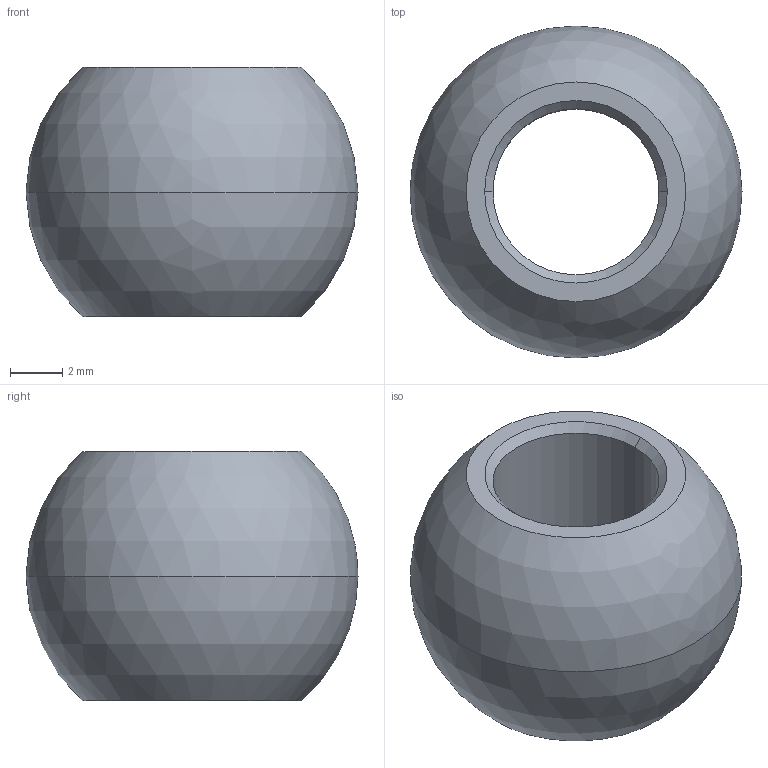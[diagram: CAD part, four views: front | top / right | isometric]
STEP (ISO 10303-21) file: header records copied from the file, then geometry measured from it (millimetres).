
FILE_DESCRIPTION (( 'STEP AP203' ), '1' );
FILE_NAME ('60645K121_Ball Joint Rod End - Copy_60645K121_sldprt.STEP', '2023-01-20T01:33:10', ( '' ), ( '' ), 'SwSTEP 2.0', 'SolidWorks 2022', '' );
FILE_SCHEMA (( 'CONFIG_CONTROL_DESIGN' ));
Length unit declared in the file: inch
Products named in the file (1): 60645K121_Ball Joint Rod End - Copy_60645K121_sldprt
Bounding box: 12.7 x 12.7 x 9.53 mm (x, y, z)
Volume: 676.6 mm3; surface area: 610.4 mm2
Topology: 1 solids, 1 shells, 10 faces, 22 edges, 14 vertices
Faces by surface type: cone 4, cylinder 2, sphere 2, plane 2
Entity records: 357 total; most frequent: DIRECTION 56, CARTESIAN_POINT 45, ORIENTED_EDGE 40, AXIS2_PLACEMENT_3D 25, EDGE_CURVE 20, EDGE_LOOP 14, VERTEX_POINT 14, CIRCLE 14
